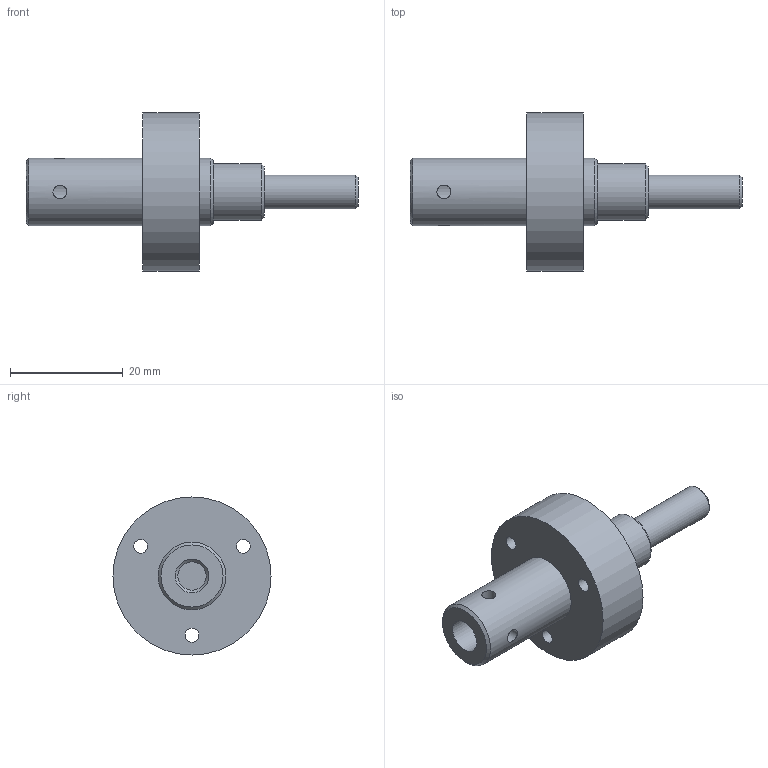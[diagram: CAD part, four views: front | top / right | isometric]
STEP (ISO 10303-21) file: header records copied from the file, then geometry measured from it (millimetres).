
FILE_DESCRIPTION(/* description */ (''),/* implementation_level */ '2;1');
FILE_NAME(/* name */ 'shaft_imo.stp',/* time_stamp */ '2024-11-06T23:43:52+09:00',/* author */ ('hiroshimaseon0416'),/* organization */ (''),/* preprocessor_version */ 'ST-DEVELOPER v20',/* originating_system */ 'Autodesk Inventor 2025',/* authorisation */ '');
FILE_SCHEMA (('AUTOMOTIVE_DESIGN { 1 0 10303 214 3 1 1 }'));
Length unit declared in the file: millimetre
Products named in the file (1): shaft_v2
Bounding box: 58.8 x 28 x 28 mm (x, y, z)
Volume: 9372.4 mm3; surface area: 4033.9 mm2
Topology: 1 solids, 1 shells, 22 faces, 51 edges, 35 vertices
Faces by surface type: cylinder 11, plane 6, cone 5
Full cylindrical faces by diameter (mm): 2.459 x5, 6 x2, 10 x1, 12 x2, 28 x1
Entity records: 825 total; most frequent: CARTESIAN_POINT 246, DIRECTION 114, ORIENTED_EDGE 100, EDGE_CURVE 50, AXIS2_PLACEMENT_3D 49, EDGE_LOOP 37, VERTEX_POINT 35, CIRCLE 26
